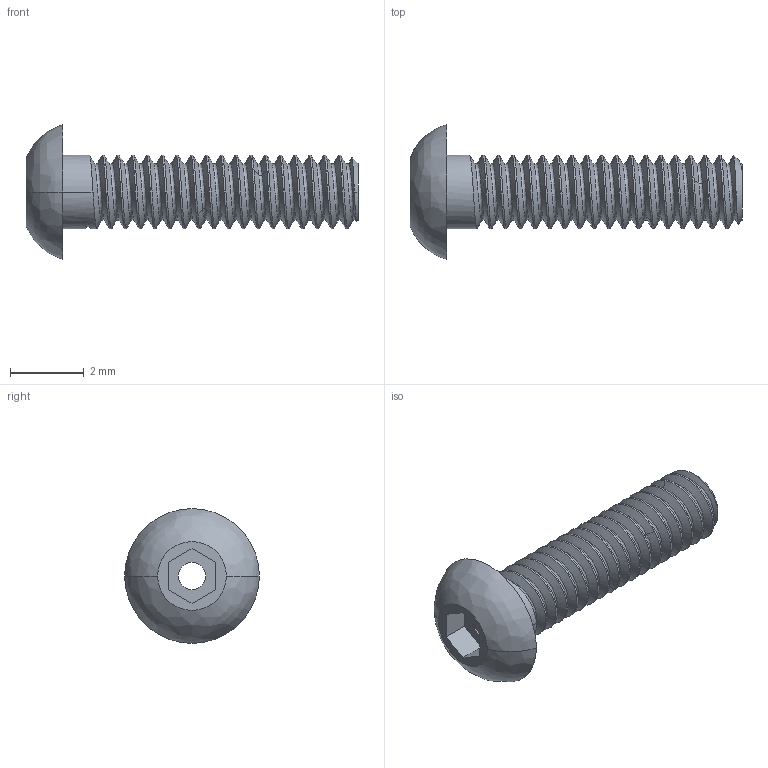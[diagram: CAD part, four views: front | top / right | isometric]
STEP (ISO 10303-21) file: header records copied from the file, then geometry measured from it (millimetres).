
FILE_DESCRIPTION((''),'2;1');
FILE_NAME('001_BUTTON_HEAD_SCREW_MM_ASM','2022-04-02T',('SYSTEM'),(''),'PRO/ENGINEER BY PARAMETRIC TECHNOLOGY CORPORATION, 2016360','PRO/ENGINEER BY PARAMETRIC TECHNOLOGY CORPORATION, 2016360','');
FILE_SCHEMA(('AUTOMOTIVE_DESIGN { 1 0 10303 214 1 1 1 1 }'));
Length unit declared in the file: millimetre
Products named in the file (2): MBU-204_AF0; 001_BUTTON_HEAD_SCREW_MM_ASM
Assembly tree (1 placements, depth 2):
  001_BUTTON_HEAD_SCREW_MM_ASM
    MBU-204_AF0
Bounding box: 8.99 x 3.65 x 3.65 mm (x, y, z)
Volume: 22.6 mm3; surface area: 117.8 mm2
Topology: 1 solids, 1 shells, 70 faces, 186 edges, 120 vertices
Faces by surface type: cylinder 38, bspline 19, plane 10, cone 3
Entity records: 8267 total; most frequent: CARTESIAN_POINT 6579, ORIENTED_EDGE 372, DIRECTION 207, EDGE_CURVE 186, VERTEX_POINT 120, COLOUR_RGB 110, B_SPLINE_CURVE_WITH_KNOTS 103, EDGE_LOOP 74
